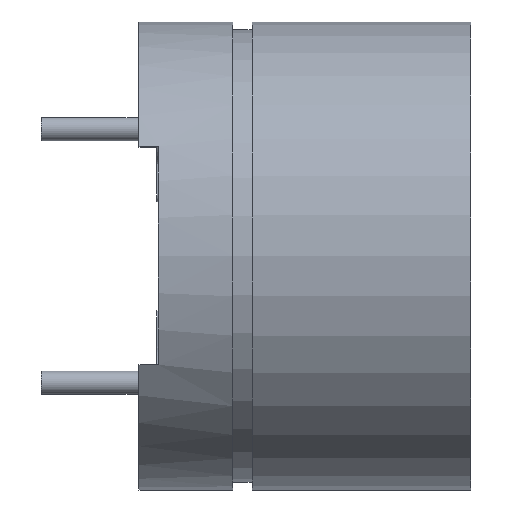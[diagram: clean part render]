
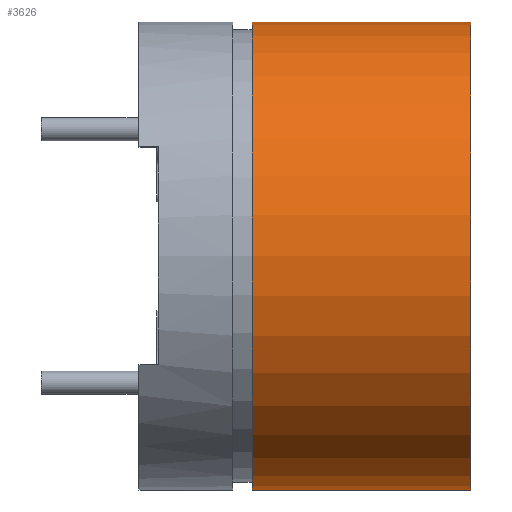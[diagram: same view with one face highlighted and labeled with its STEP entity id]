
A CAD part, top view. The second image highlights one B-rep face of the part: STEP entity #3626.
In plain terms, the highlighted cylindrical face has radius 6 mm (diameter 12 mm), a partial arc.
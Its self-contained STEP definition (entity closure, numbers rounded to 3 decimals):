
#114 = AXIS2_PLACEMENT_3D ( 'NONE', #1371, #2310, #3532 ) ;
#115 = VERTEX_POINT ( 'NONE', #2659 ) ;
#137 = CYLINDRICAL_SURFACE ( 'NONE', #114, 6. ) ;
#246 = CARTESIAN_POINT ( 'NONE',  ( -6., 0., 8.5 ) ) ;
#392 = EDGE_CURVE ( 'NONE', #3109, #115, #477, .T. ) ;
#477 = CIRCLE ( 'NONE', #2095, 6. ) ;
#644 = VECTOR ( 'NONE', #2989, 1000. ) ;
#663 = AXIS2_PLACEMENT_3D ( 'NONE', #2510, #2215, #3436 ) ;
#702 = VERTEX_POINT ( 'NONE', #2205 ) ;
#825 = CARTESIAN_POINT ( 'NONE',  ( 6., 0., 8.5 ) ) ;
#856 = CARTESIAN_POINT ( 'NONE',  ( 0., 0., 8.5 ) ) ;
#1020 = EDGE_LOOP ( 'NONE', ( #3857, #2876, #3447, #1874 ) ) ;
#1161 = DIRECTION ( 'NONE',  ( 1., 0., 0. ) ) ;
#1338 = VECTOR ( 'NONE', #3956, 1000. ) ;
#1371 = CARTESIAN_POINT ( 'NONE',  ( 0., 0., 8.5 ) ) ;
#1375 = CIRCLE ( 'NONE', #663, 6. ) ;
#1455 = EDGE_CURVE ( 'NONE', #702, #2420, #1375, .T. ) ;
#1672 = FACE_OUTER_BOUND ( 'NONE', #1020, .T. ) ;
#1874 = ORIENTED_EDGE ( 'NONE', *, *, #2113, .F. ) ;
#2095 = AXIS2_PLACEMENT_3D ( 'NONE', #856, #3681, #1161 ) ;
#2113 = EDGE_CURVE ( 'NONE', #115, #2420, #3327, .T. ) ;
#2121 = CARTESIAN_POINT ( 'NONE',  ( -6., 0., 2.9 ) ) ;
#2205 = CARTESIAN_POINT ( 'NONE',  ( 6., 0., 2.9 ) ) ;
#2215 = DIRECTION ( 'NONE',  ( 0., 0., 1. ) ) ;
#2310 = DIRECTION ( 'NONE',  ( 0., 0., -1. ) ) ;
#2420 = VERTEX_POINT ( 'NONE', #2121 ) ;
#2452 = CARTESIAN_POINT ( 'NONE',  ( 6., 0., 8.5 ) ) ;
#2510 = CARTESIAN_POINT ( 'NONE',  ( 0., 0., 2.9 ) ) ;
#2560 = EDGE_CURVE ( 'NONE', #3109, #702, #3244, .T. ) ;
#2659 = CARTESIAN_POINT ( 'NONE',  ( -6., 0., 8.5 ) ) ;
#2876 = ORIENTED_EDGE ( 'NONE', *, *, #2560, .T. ) ;
#2989 = DIRECTION ( 'NONE',  ( 0., 0., -1. ) ) ;
#3109 = VERTEX_POINT ( 'NONE', #2452 ) ;
#3244 = LINE ( 'NONE', #825, #644 ) ;
#3327 = LINE ( 'NONE', #246, #1338 ) ;
#3436 = DIRECTION ( 'NONE',  ( 1., 0., 0. ) ) ;
#3447 = ORIENTED_EDGE ( 'NONE', *, *, #1455, .T. ) ;
#3532 = DIRECTION ( 'NONE',  ( -1., 0., 0. ) ) ;
#3626 = ADVANCED_FACE ( 'NONE', ( #1672 ), #137, .T. ) ;
#3681 = DIRECTION ( 'NONE',  ( 0., 0., 1. ) ) ;
#3857 = ORIENTED_EDGE ( 'NONE', *, *, #392, .F. ) ;
#3956 = DIRECTION ( 'NONE',  ( 0., 0., -1. ) ) ;
